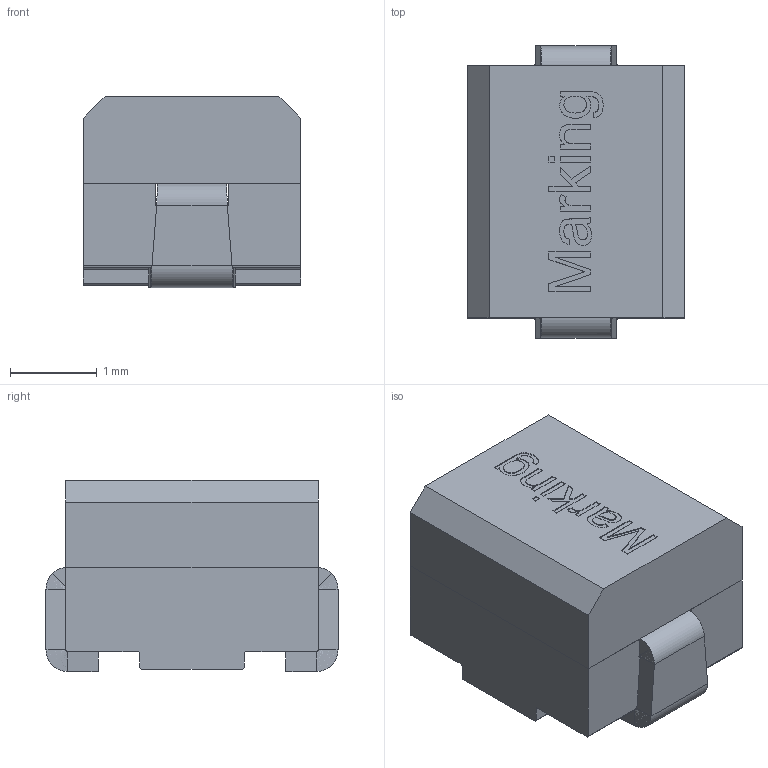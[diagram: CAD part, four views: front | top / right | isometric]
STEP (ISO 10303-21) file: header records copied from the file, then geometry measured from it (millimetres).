
FILE_DESCRIPTION( ( 'Unknown' ), '1' );
FILE_NAME( 'IndGFH_3225.stp', 'Unknown', ( 'Unknown' ), ( 'Unknown' ), 'PSStep 17.0.49', 'Unknown', ' ' );
FILE_SCHEMA( ( 'AUTOMOTIVE_DESIGN { 1 0 10303 214 1 1 1 1 }' ) );
Length unit declared in the file: millimetre
Products named in the file (4): Assem1; Housing; Contact Pin; Cover
Assembly tree (3 placements, depth 2):
  Assem1
    Housing
    Contact Pin
    Cover
Bounding box: 2.5 x 3.36 x 2.2 mm (x, y, z)
Volume: 15.3 mm3; surface area: 64.7 mm2
Topology: 3 solids, 3 shells, 142 faces, 351 edges, 226 vertices
Faces by surface type: plane 101, cylinder 17, extrusion 16, bspline 8
Full cylindrical faces by diameter (mm): 0.8 x1
Entity records: 6040 total; most frequent: CARTESIAN_POINT 1760, ORIENTED_EDGE 698, DIRECTION 495, EDGE_CURVE 349, VERTEX_POINT 226, VECTOR 199, LINE 183, B_SPLINE_CURVE_WITH_KNOTS 156
